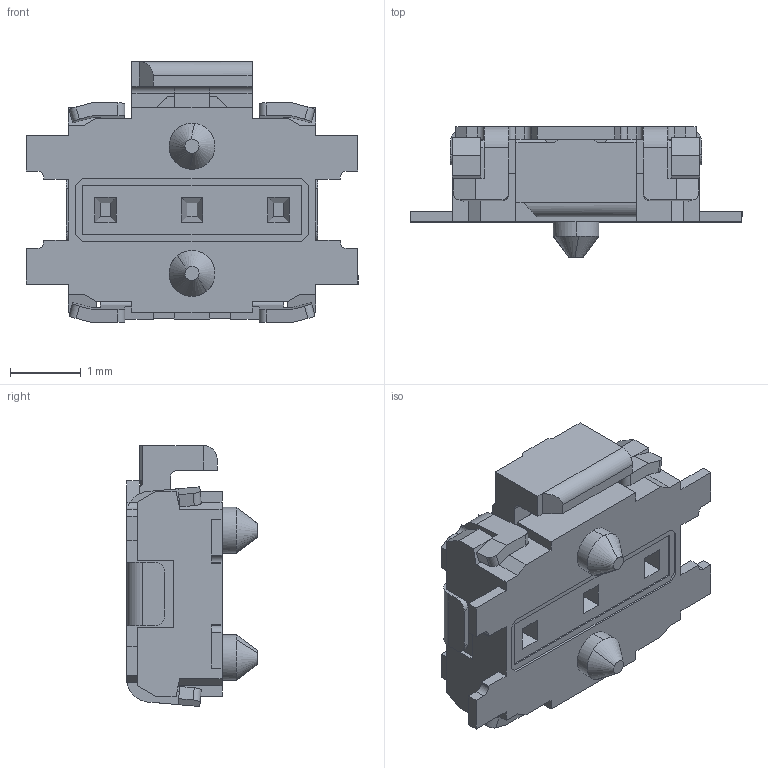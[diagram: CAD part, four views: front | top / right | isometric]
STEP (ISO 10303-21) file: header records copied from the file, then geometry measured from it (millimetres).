
FILE_DESCRIPTION (( 'STEP AP214' ), '1' );
FILE_NAME ('B49BA450-A0E6-4481-B48C-AAE7A091A6D1.STEP', '2022-10-07T15:29:54', ( '' ), ( '' ), 'SwSTEP 2.0', 'SolidWorks 2022', '' );
FILE_SCHEMA (( 'AUTOMOTIVE_DESIGN' ));
Length unit declared in the file: millimetre
Products named in the file (1): B49BA450-A0E6-4481-B48C-AAE7A091A6D1
Bounding box: 4.7 x 1.85 x 3.69 mm (x, y, z)
Volume: 13.4 mm3; surface area: 63 mm2
Topology: 1 solids, 1 shells, 312 faces, 890 edges, 587 vertices
Faces by surface type: plane 259, cylinder 49, bspline 4
Entity records: 10109 total; most frequent: CARTESIAN_POINT 1849, ORIENTED_EDGE 1780, DIRECTION 1616, EDGE_CURVE 890, LINE 772, VECTOR 772, VERTEX_POINT 587, AXIS2_PLACEMENT_3D 422
